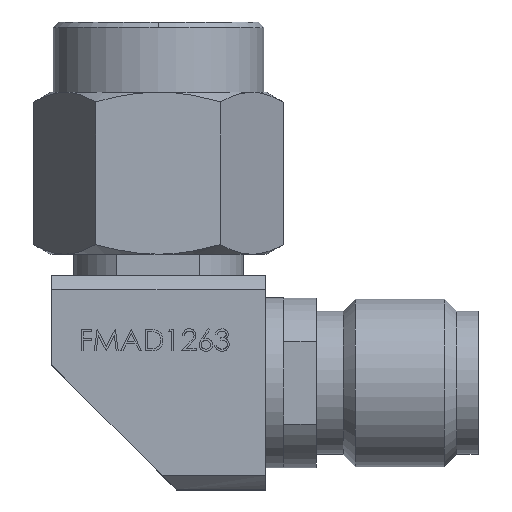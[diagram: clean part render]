
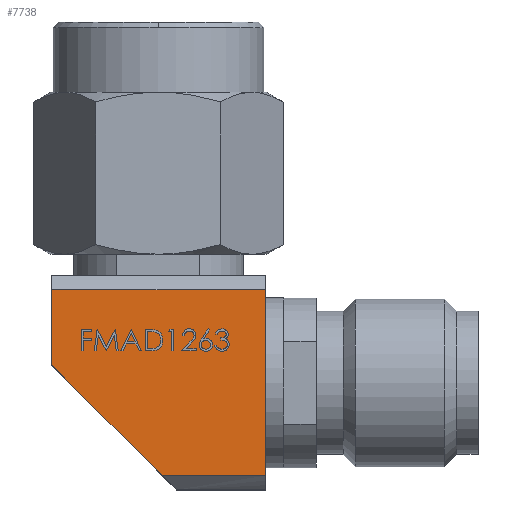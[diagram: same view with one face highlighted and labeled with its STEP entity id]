
A CAD part, top view. The second image highlights one B-rep face of the part: STEP entity #7738.
In plain terms, the highlighted planar face has unit normal (0, 0, 1).
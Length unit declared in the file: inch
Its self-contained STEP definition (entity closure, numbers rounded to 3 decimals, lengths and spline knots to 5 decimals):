
#130 = VECTOR ( 'NONE', #4168, 39.37008 ) ;
#847 = CARTESIAN_POINT ( 'NONE',  ( -0.33858, 0.13553, 0.15591 ) ) ;
#898 = LINE ( 'NONE', #3437, #3403 ) ;
#1111 = CARTESIAN_POINT ( 'NONE',  ( -0.33858, 0.13553, 0.15591 ) ) ;
#1213 = AXIS2_PLACEMENT_3D ( 'NONE', #7370, #5539, #4185 ) ;
#1638 = EDGE_CURVE ( 'NONE', #4899, #7064, #3427, .T. ) ;
#1902 = CARTESIAN_POINT ( 'NONE',  ( -0.02677, 0.13553, 0.15591 ) ) ;
#1936 = CARTESIAN_POINT ( 'NONE',  ( -0.33858, 0.02598, 0.15591 ) ) ;
#1968 = ORIENTED_EDGE ( 'NONE', *, *, #2159, .F. ) ;
#2023 = DIRECTION ( 'NONE',  ( 0.707, -0.707, 0. ) ) ;
#2064 = ORIENTED_EDGE ( 'NONE', *, *, #6857, .T. ) ;
#2151 = LINE ( 'NONE', #7312, #130 ) ;
#2159 = EDGE_CURVE ( 'NONE', #4899, #2896, #7578, .T. ) ;
#2551 = VECTOR ( 'NONE', #5621, 39.37008 ) ;
#2586 = CARTESIAN_POINT ( 'NONE',  ( -0.33858, 0.13553, 0.15591 ) ) ;
#2597 = CARTESIAN_POINT ( 'NONE',  ( -0.17707, -0.13553, 0.15591 ) ) ;
#2896 = VERTEX_POINT ( 'NONE', #1902 ) ;
#3241 = ORIENTED_EDGE ( 'NONE', *, *, #5751, .T. ) ;
#3403 = VECTOR ( 'NONE', #5395, 39.37008 ) ;
#3427 = LINE ( 'NONE', #847, #5506 ) ;
#3437 = CARTESIAN_POINT ( 'NONE',  ( -0.02677, -0.13553, 0.15591 ) ) ;
#4168 = DIRECTION ( 'NONE',  ( 1., 0., 0. ) ) ;
#4185 = DIRECTION ( 'NONE',  ( 1., 0., 0. ) ) ;
#4226 = FACE_OUTER_BOUND ( 'NONE', #4935, .T. ) ;
#4349 = ORIENTED_EDGE ( 'NONE', *, *, #4765, .T. ) ;
#4765 = EDGE_CURVE ( 'NONE', #6303, #2896, #898, .T. ) ;
#4814 = PLANE ( 'NONE',  #1213 ) ;
#4886 = CARTESIAN_POINT ( 'NONE',  ( -0.02677, -0.13553, 0.15591 ) ) ;
#4899 = VERTEX_POINT ( 'NONE', #1111 ) ;
#4935 = EDGE_LOOP ( 'NONE', ( #4349, #1968, #5188, #3241, #2064 ) ) ;
#5100 = LINE ( 'NONE', #1936, #7652 ) ;
#5188 = ORIENTED_EDGE ( 'NONE', *, *, #1638, .T. ) ;
#5395 = DIRECTION ( 'NONE',  ( 0., 1., 0. ) ) ;
#5506 = VECTOR ( 'NONE', #5962, 39.37008 ) ;
#5539 = DIRECTION ( 'NONE',  ( 0., 0., 1. ) ) ;
#5621 = DIRECTION ( 'NONE',  ( 1., 0., 0. ) ) ;
#5751 = EDGE_CURVE ( 'NONE', #7064, #8195, #5100, .T. ) ;
#5962 = DIRECTION ( 'NONE',  ( 0., -1., 0. ) ) ;
#6303 = VERTEX_POINT ( 'NONE', #4886 ) ;
#6857 = EDGE_CURVE ( 'NONE', #8195, #6303, #2151, .T. ) ;
#6933 = CARTESIAN_POINT ( 'NONE',  ( -0.33858, 0.02598, 0.15591 ) ) ;
#7064 = VERTEX_POINT ( 'NONE', #6933 ) ;
#7312 = CARTESIAN_POINT ( 'NONE',  ( -0.17707, -0.13553, 0.15591 ) ) ;
#7370 = CARTESIAN_POINT ( 'NONE',  ( 0., 0., 0.15591 ) ) ;
#7578 = LINE ( 'NONE', #2586, #2551 ) ;
#7652 = VECTOR ( 'NONE', #2023, 39.37008 ) ;
#7738 = ADVANCED_FACE ( 'NONE', ( #4226 ), #4814, .T. ) ;
#8195 = VERTEX_POINT ( 'NONE', #2597 ) ;
